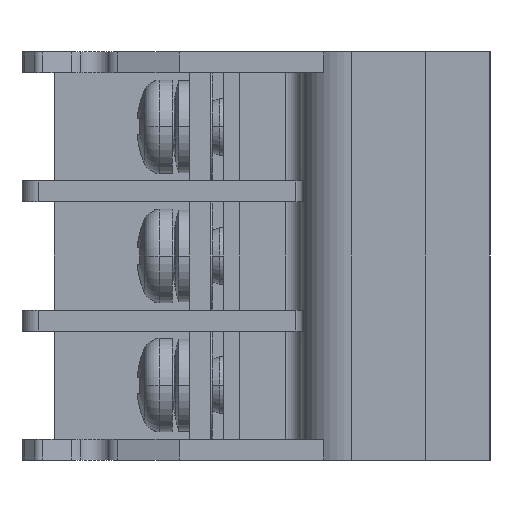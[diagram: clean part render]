
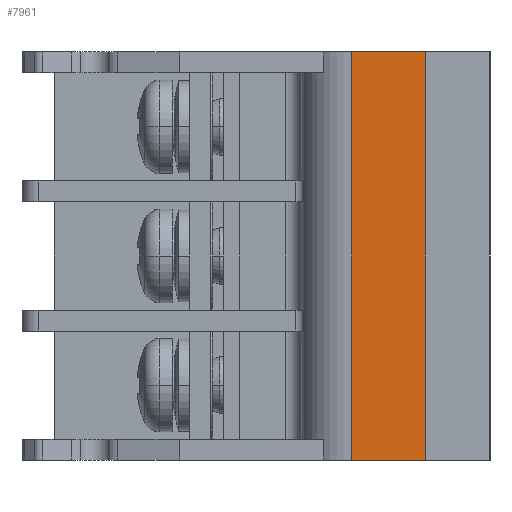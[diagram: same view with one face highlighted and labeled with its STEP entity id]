
A CAD part, left-side view. The second image highlights one B-rep face of the part: STEP entity #7961.
In plain terms, the highlighted planar face has unit normal (-1, 0, 0).
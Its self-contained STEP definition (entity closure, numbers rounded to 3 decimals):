
#476=DIRECTION('',(0.,1.,0.));
#477=VECTOR('',#476,7.4);
#478=CARTESIAN_POINT('',(-19.5,-13.3,-12.65));
#479=LINE('',#478,#477);
#480=DIRECTION('',(0.,0.,-1.));
#481=VECTOR('',#480,25.3);
#482=CARTESIAN_POINT('',(-19.5,-13.3,12.65));
#483=LINE('',#482,#481);
#484=DIRECTION('',(0.,0.,-1.));
#485=VECTOR('',#484,25.3);
#486=CARTESIAN_POINT('',(-19.5,-5.9,12.65));
#487=LINE('',#486,#485);
#1888=DIRECTION('',(0.,1.,0.));
#1889=VECTOR('',#1888,7.4);
#1890=CARTESIAN_POINT('',(-19.5,-13.3,12.65));
#1891=LINE('',#1890,#1889);
#5834=CARTESIAN_POINT('',(-19.5,-5.9,-12.65));
#5835=VERTEX_POINT('',#5834);
#5836=CARTESIAN_POINT('',(-19.5,-13.3,-12.65));
#5837=VERTEX_POINT('',#5836);
#5982=CARTESIAN_POINT('',(-19.5,-13.3,12.65));
#5983=VERTEX_POINT('',#5982);
#5984=CARTESIAN_POINT('',(-19.5,-5.9,12.65));
#5985=VERTEX_POINT('',#5984);
#7948=CARTESIAN_POINT('',(-19.5,-9.6,0.));
#7949=DIRECTION('',(1.,0.,0.));
#7950=DIRECTION('',(0.,-1.,0.));
#7951=AXIS2_PLACEMENT_3D('',#7948,#7949,#7950);
#7952=PLANE('',#7951);
#7953=ORIENTED_EDGE('',*,*,#7347,.T.);
#7955=ORIENTED_EDGE('',*,*,#7954,.F.);
#7957=ORIENTED_EDGE('',*,*,#7956,.F.);
#7958=ORIENTED_EDGE('',*,*,#7940,.T.);
#7959=EDGE_LOOP('',(#7953,#7955,#7957,#7958));
#7960=FACE_OUTER_BOUND('',#7959,.F.);
#7347=EDGE_CURVE('',#5837,#5835,#479,.T.);
#7940=EDGE_CURVE('',#5983,#5837,#483,.T.);
#7954=EDGE_CURVE('',#5985,#5835,#487,.T.);
#7956=EDGE_CURVE('',#5983,#5985,#1891,.T.);
#7961=ADVANCED_FACE('',(#7960),#7952,.F.);
